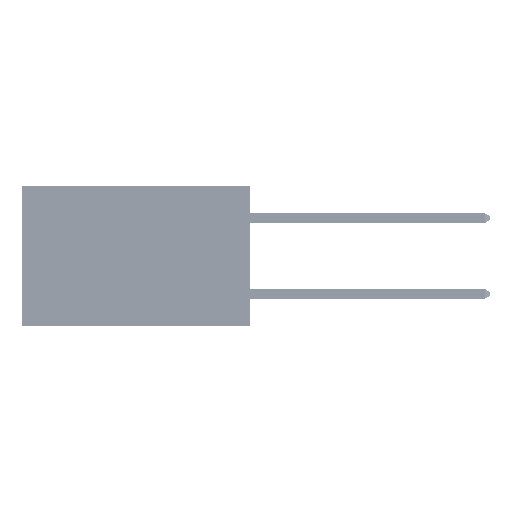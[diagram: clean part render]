
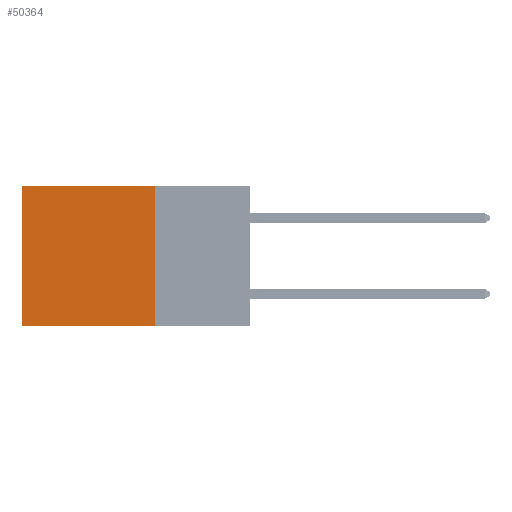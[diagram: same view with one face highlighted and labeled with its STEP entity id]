
A CAD part, left-side view. The second image highlights one B-rep face of the part: STEP entity #50364.
In plain terms, the highlighted planar face has unit normal (-1, 0, 0).
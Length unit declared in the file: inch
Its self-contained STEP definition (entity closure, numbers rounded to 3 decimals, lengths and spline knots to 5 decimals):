
#328 = VECTOR ( 'NONE', #14412, 39.37008 ) ;
#2958 = PLANE ( 'NONE',  #47894 ) ;
#3636 = EDGE_LOOP ( 'NONE', ( #24875, #46409, #19240, #5361 ) ) ;
#5018 = CARTESIAN_POINT ( 'NONE',  ( 0.2875, 0.25, 0. ) ) ;
#5361 = ORIENTED_EDGE ( 'NONE', *, *, #10346, .T. ) ;
#6138 = EDGE_CURVE ( 'NONE', #41539, #14682, #11079, .T. ) ;
#8828 = CARTESIAN_POINT ( 'NONE',  ( 0.2875, 0.25, -0.37 ) ) ;
#10322 = DIRECTION ( 'NONE',  ( 0., 1., 0. ) ) ;
#10346 = EDGE_CURVE ( 'NONE', #28627, #20169, #32238, .T. ) ;
#11079 = LINE ( 'NONE', #8828, #26914 ) ;
#12746 = DIRECTION ( 'NONE',  ( 0., 1., 0. ) ) ;
#14412 = DIRECTION ( 'NONE',  ( 0., 0., -1. ) ) ;
#14509 = CARTESIAN_POINT ( 'NONE',  ( 0.2875, 0.25, -0.37 ) ) ;
#14682 = VERTEX_POINT ( 'NONE', #15001 ) ;
#14825 = DIRECTION ( 'NONE',  ( 0., 0., -1. ) ) ;
#14858 = FACE_OUTER_BOUND ( 'NONE', #3636, .T. ) ;
#15001 = CARTESIAN_POINT ( 'NONE',  ( 0.2875, 0.6, -0.37 ) ) ;
#17633 = CARTESIAN_POINT ( 'NONE',  ( 0.2875, 0.6, 0. ) ) ;
#19161 = LINE ( 'NONE', #32946, #328 ) ;
#19240 = ORIENTED_EDGE ( 'NONE', *, *, #30273, .F. ) ;
#20169 = VERTEX_POINT ( 'NONE', #17633 ) ;
#21117 = VECTOR ( 'NONE', #14825, 39.37008 ) ;
#24875 = ORIENTED_EDGE ( 'NONE', *, *, #49596, .T. ) ;
#26914 = VECTOR ( 'NONE', #12746, 39.37008 ) ;
#28627 = VERTEX_POINT ( 'NONE', #5018 ) ;
#29698 = CARTESIAN_POINT ( 'NONE',  ( 0.2875, 0.25, 0. ) ) ;
#30273 = EDGE_CURVE ( 'NONE', #28627, #41539, #36308, .T. ) ;
#30486 = DIRECTION ( 'NONE',  ( 1., 0., 0. ) ) ;
#32238 = LINE ( 'NONE', #29698, #42030 ) ;
#32946 = CARTESIAN_POINT ( 'NONE',  ( 0.2875, 0.6, 0. ) ) ;
#36308 = LINE ( 'NONE', #42550, #21117 ) ;
#37977 = DIRECTION ( 'NONE',  ( 0., 0., -1. ) ) ;
#41539 = VERTEX_POINT ( 'NONE', #14509 ) ;
#42030 = VECTOR ( 'NONE', #10322, 39.37008 ) ;
#42550 = CARTESIAN_POINT ( 'NONE',  ( 0.2875, 0.25, 0. ) ) ;
#45999 = CARTESIAN_POINT ( 'NONE',  ( 0.2875, 0.25, 0. ) ) ;
#46409 = ORIENTED_EDGE ( 'NONE', *, *, #6138, .F. ) ;
#47894 = AXIS2_PLACEMENT_3D ( 'NONE', #45999, #30486, #37977 ) ;
#49596 = EDGE_CURVE ( 'NONE', #20169, #14682, #19161, .T. ) ;
#50364 = ADVANCED_FACE ( 'NONE', ( #14858 ), #2958, .F. ) ;
